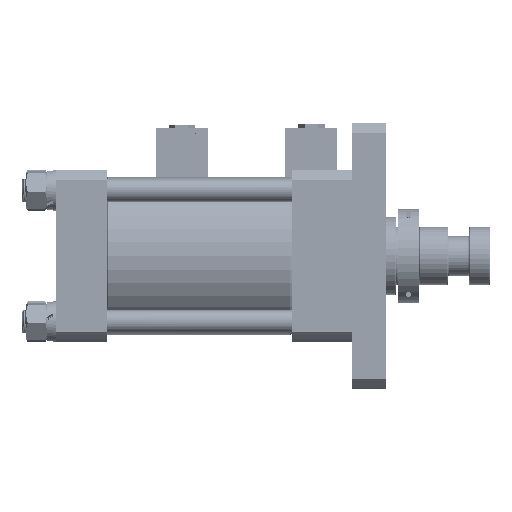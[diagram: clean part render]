
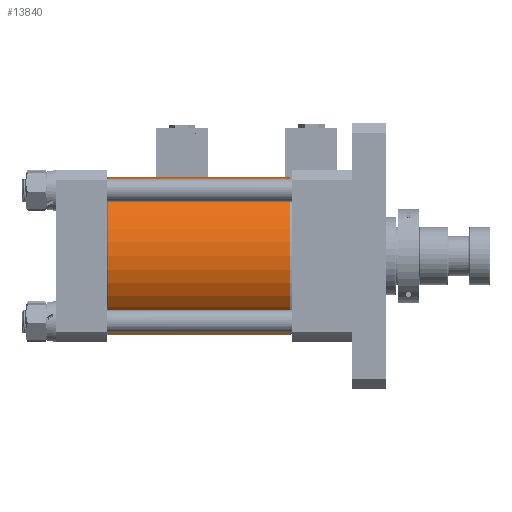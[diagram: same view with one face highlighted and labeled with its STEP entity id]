
A CAD part, top view. The second image highlights one B-rep face of the part: STEP entity #13840.
In plain terms, the highlighted cylindrical face has radius 76 mm (diameter 152 mm), a partial arc.
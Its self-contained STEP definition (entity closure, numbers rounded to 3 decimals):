
#13840 = ADVANCED_FACE ( 'NONE', ( #27772 ), #27779, .T. ) ;
#27772 = FACE_OUTER_BOUND ( 'NONE', #66719, .T. ) ;
#27776 = AXIS2_PLACEMENT_3D ( 'NONE', #74188, #74189, #74190 ) ;
#27779 = CYLINDRICAL_SURFACE ( 'NONE', #27776, 76. ) ;
#32949 = CARTESIAN_POINT ( 'NONE',  ( 464.832, 248.269, 0. ) ) ;
#32950 = DIRECTION ( 'NONE',  ( 1., 0., 0. ) ) ;
#32951 = DIRECTION ( 'NONE',  ( 0., 1., 0. ) ) ;
#32952 = CARTESIAN_POINT ( 'NONE',  ( 639.832, 248.269, 0. ) ) ;
#32956 = LINE ( 'NONE', #32957, #46941 ) ;
#32957 = CARTESIAN_POINT ( 'NONE',  ( 686.241, 172.269, 0. ) ) ;
#32958 = DIRECTION ( 'NONE',  ( 1., 0., 0. ) ) ;
#32959 = DIRECTION ( 'NONE',  ( 1., 0., 0. ) ) ;
#32960 = DIRECTION ( 'NONE',  ( 0., 1., 0. ) ) ;
#32962 = LINE ( 'NONE', #32963, #46943 ) ;
#32963 = CARTESIAN_POINT ( 'NONE',  ( 686.241, 324.269, 0. ) ) ;
#32964 = DIRECTION ( 'NONE',  ( 1., 0., 0. ) ) ;
#34697 = ORIENTED_EDGE ( 'NONE', *, *, #36031, .T. ) ;
#34698 = ORIENTED_EDGE ( 'NONE', *, *, #36034, .F. ) ;
#34699 = ORIENTED_EDGE ( 'NONE', *, *, #36033, .T. ) ;
#34700 = ORIENTED_EDGE ( 'NONE', *, *, #36035, .F. ) ;
#35158 = VERTEX_POINT ( 'NONE', #46100 ) ;
#35159 = VERTEX_POINT ( 'NONE', #46101 ) ;
#35160 = VERTEX_POINT ( 'NONE', #46102 ) ;
#35161 = VERTEX_POINT ( 'NONE', #46103 ) ;
#36031 = EDGE_CURVE ( 'NONE', #35160, #35161, #48451, .T. ) ;
#36033 = EDGE_CURVE ( 'NONE', #35161, #35159, #32956, .T. ) ;
#36034 = EDGE_CURVE ( 'NONE', #35158, #35159, #48452, .T. ) ;
#36035 = EDGE_CURVE ( 'NONE', #35160, #35158, #32962, .T. ) ;
#46100 = CARTESIAN_POINT ( 'NONE',  ( 639.832, 324.269, 0. ) ) ;
#46101 = CARTESIAN_POINT ( 'NONE',  ( 639.832, 172.269, 0. ) ) ;
#46102 = CARTESIAN_POINT ( 'NONE',  ( 464.832, 324.269, 0. ) ) ;
#46103 = CARTESIAN_POINT ( 'NONE',  ( 464.832, 172.269, 0. ) ) ;
#46934 = AXIS2_PLACEMENT_3D ( 'NONE', #32949, #32950, #32951 ) ;
#46938 = AXIS2_PLACEMENT_3D ( 'NONE', #32952, #32959, #32960 ) ;
#46941 = VECTOR ( 'NONE', #32958, 1000. ) ;
#46943 = VECTOR ( 'NONE', #32964, 1000. ) ;
#48451 = CIRCLE ( 'NONE', #46934, 76. ) ;
#48452 = CIRCLE ( 'NONE', #46938, 76. ) ;
#66719 = EDGE_LOOP ( 'NONE', ( #34697, #34699, #34698, #34700 ) ) ;
#74188 = CARTESIAN_POINT ( 'NONE',  ( 686.241, 248.269, 0. ) ) ;
#74189 = DIRECTION ( 'NONE',  ( 1., 0., 0. ) ) ;
#74190 = DIRECTION ( 'NONE',  ( 0., 1., 0. ) ) ;
